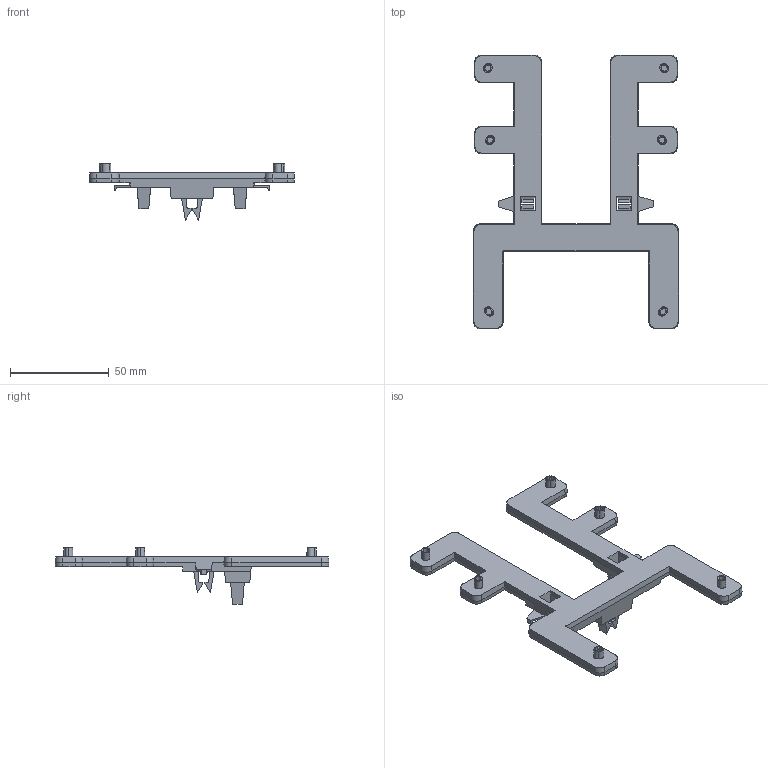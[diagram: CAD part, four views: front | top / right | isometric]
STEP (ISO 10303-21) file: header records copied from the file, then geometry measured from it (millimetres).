
FILE_DESCRIPTION (( 'STEP AP214' ), '1' );
FILE_NAME ('2007833.stp', '2020-12-01T13:45:41', ( '' ), ( '' ), 'SwSTEP 2.0', 'SolidWorks 2020', '' );
FILE_SCHEMA (( 'AUTOMOTIVE_DESIGN' ));
Length unit declared in the file: millimetre
Products named in the file (1): 2007833
Bounding box: 103.77 x 138.54 x 28.52 mm (x, y, z)
Volume: 32870.9 mm3; surface area: 20827.5 mm2
Topology: 1 solids, 1 shells, 262 faces, 778 edges, 535 vertices
Faces by surface type: plane 175, cylinder 47, cone 36, bspline 4
Entity records: 10220 total; most frequent: CARTESIAN_POINT 3630, ORIENTED_EDGE 1556, DIRECTION 1054, EDGE_CURVE 778, VERTEX_POINT 535, VECTOR 488, LINE 488, EDGE_LOOP 283
